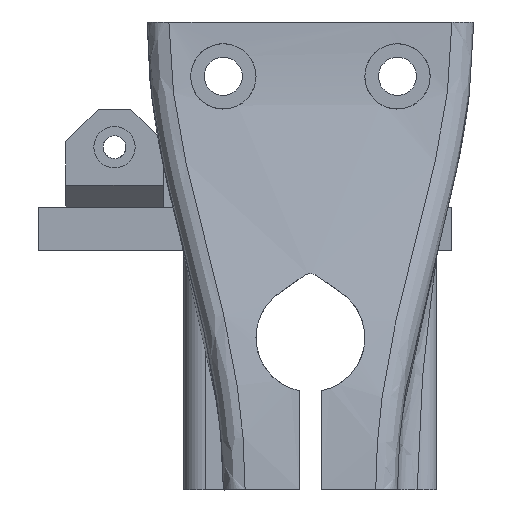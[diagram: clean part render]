
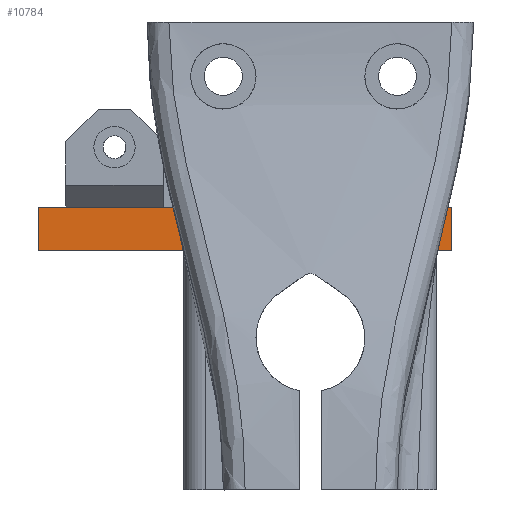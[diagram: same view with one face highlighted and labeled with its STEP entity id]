
A CAD part, left-side view. The second image highlights one B-rep face of the part: STEP entity #10784.
In plain terms, the highlighted planar face has unit normal (-1, 0, 0).
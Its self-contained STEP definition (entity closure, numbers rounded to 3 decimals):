
#117 = DIRECTION ( 'NONE',  ( 0., -1., 0. ) ) ;
#828 = LINE ( 'NONE', #7128, #13787 ) ;
#1816 = LINE ( 'NONE', #18102, #4782 ) ;
#2880 = ORIENTED_EDGE ( 'NONE', *, *, #5844, .T. ) ;
#3221 = CARTESIAN_POINT ( 'NONE',  ( -37., -5., 10. ) ) ;
#3635 = DIRECTION ( 'NONE',  ( 0., 0., 1. ) ) ;
#3645 = DIRECTION ( 'NONE',  ( 0., 1., 0. ) ) ;
#4323 = CARTESIAN_POINT ( 'NONE',  ( -37., -13., 12. ) ) ;
#4782 = VECTOR ( 'NONE', #8409, 1000. ) ;
#4934 = DIRECTION ( 'NONE',  ( 1., 0., 0. ) ) ;
#5844 = EDGE_CURVE ( 'NONE', #17937, #14949, #8420, .T. ) ;
#6228 = EDGE_CURVE ( 'NONE', #10992, #14949, #828, .T. ) ;
#7128 = CARTESIAN_POINT ( 'NONE',  ( -37., 6., 12. ) ) ;
#7136 = ORIENTED_EDGE ( 'NONE', *, *, #14301, .T. ) ;
#8215 = VERTEX_POINT ( 'NONE', #11377 ) ;
#8409 = DIRECTION ( 'NONE',  ( 0., 0., 1. ) ) ;
#8420 = LINE ( 'NONE', #14923, #20616 ) ;
#9854 = CARTESIAN_POINT ( 'NONE',  ( -37., -13., 8. ) ) ;
#10784 = ADVANCED_FACE ( 'NONE', ( #11726 ), #18222, .F. ) ;
#10992 = VERTEX_POINT ( 'NONE', #16056 ) ;
#11157 = AXIS2_PLACEMENT_3D ( 'NONE', #3221, #4934, #3645 ) ;
#11241 = ORIENTED_EDGE ( 'NONE', *, *, #14416, .F. ) ;
#11377 = CARTESIAN_POINT ( 'NONE',  ( -37., 25., 8. ) ) ;
#11726 = FACE_OUTER_BOUND ( 'NONE', #19729, .T. ) ;
#13787 = VECTOR ( 'NONE', #17119, 1000. ) ;
#14301 = EDGE_CURVE ( 'NONE', #8215, #17937, #14706, .T. ) ;
#14416 = EDGE_CURVE ( 'NONE', #8215, #10992, #1816, .T. ) ;
#14706 = LINE ( 'NONE', #14803, #15661 ) ;
#14803 = CARTESIAN_POINT ( 'NONE',  ( -37., 6., 8. ) ) ;
#14923 = CARTESIAN_POINT ( 'NONE',  ( -37., -13., 10. ) ) ;
#14949 = VERTEX_POINT ( 'NONE', #4323 ) ;
#15373 = ORIENTED_EDGE ( 'NONE', *, *, #6228, .F. ) ;
#15661 = VECTOR ( 'NONE', #117, 1000. ) ;
#16056 = CARTESIAN_POINT ( 'NONE',  ( -37., 25., 12. ) ) ;
#17119 = DIRECTION ( 'NONE',  ( 0., -1., 0. ) ) ;
#17937 = VERTEX_POINT ( 'NONE', #9854 ) ;
#18102 = CARTESIAN_POINT ( 'NONE',  ( -37., 25., 10. ) ) ;
#18222 = PLANE ( 'NONE',  #11157 ) ;
#19729 = EDGE_LOOP ( 'NONE', ( #2880, #15373, #11241, #7136 ) ) ;
#20616 = VECTOR ( 'NONE', #3635, 1000. ) ;
